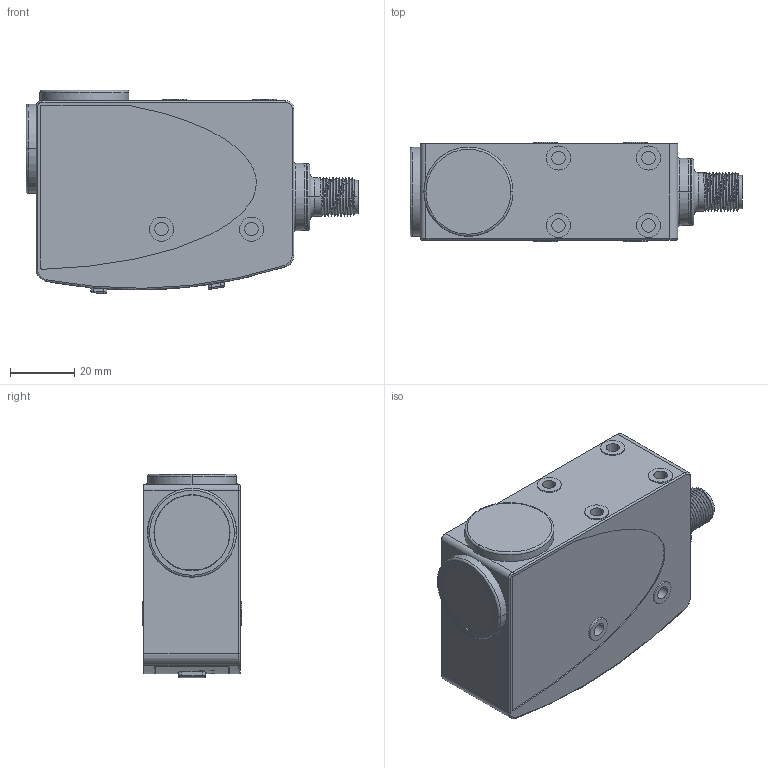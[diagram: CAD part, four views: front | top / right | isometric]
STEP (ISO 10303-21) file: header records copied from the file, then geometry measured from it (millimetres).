
FILE_DESCRIPTION((''),'2;1');
FILE_NAME('141684_SM01_ASM','2025-06-18T11:00:01',('banengservice'),('BANNER ENGINEERING'),'CREO PARAMETRIC BY PTC INC, 2022414','CREO PARAMETRIC BY PTC INC, 2022414','');
FILE_SCHEMA(('CONFIG_CONTROL_DESIGN'));
Length unit declared in the file: millimetre
Products named in the file (2): 141684_EP01; 141684_SM01_ASM
Assembly tree (1 placements, depth 2):
  141684_SM01_ASM
    141684_EP01
Bounding box: 103.28 x 30.8 x 63.25 mm (x, y, z)
Volume: 140064.4 mm3; surface area: 21137.1 mm2
Topology: 1 solids, 1 shells, 482 faces, 1247 edges, 801 vertices
Faces by surface type: plane 213, cylinder 148, bspline 62, torus 32, cone 18, sphere 8, extrusion 1
Entity records: 21355 total; most frequent: CARTESIAN_POINT 9859, ORIENTED_EDGE 2494, DIRECTION 2218, EDGE_CURVE 1247, VERTEX_POINT 801, AXIS2_PLACEMENT_3D 794, VECTOR 630, LINE 629
